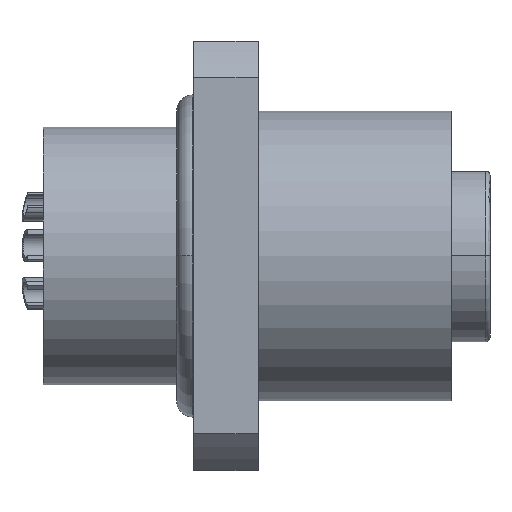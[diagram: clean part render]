
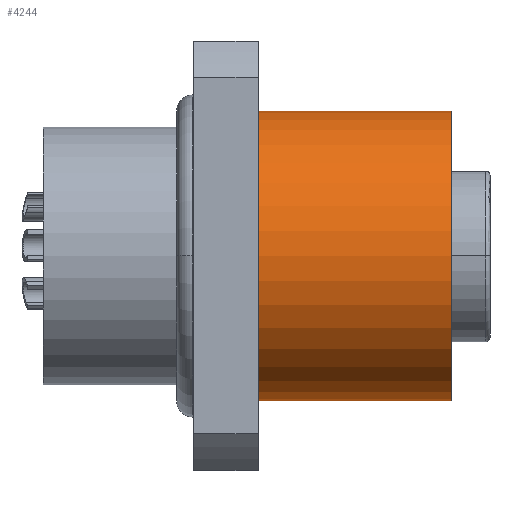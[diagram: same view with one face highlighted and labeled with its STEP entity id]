
A CAD part, top view. The second image highlights one B-rep face of the part: STEP entity #4244.
In plain terms, the highlighted cylindrical face has radius 6.75 mm (diameter 13.5 mm), a partial arc.
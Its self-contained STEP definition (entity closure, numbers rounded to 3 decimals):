
#309 = ORIENTED_EDGE ( 'NONE', *, *, #9086, .F. ) ;
#408 = DIRECTION ( 'NONE',  ( -1., 0., 0. ) ) ;
#471 = DIRECTION ( 'NONE',  ( -1., 0., 0. ) ) ;
#618 = EDGE_CURVE ( 'NONE', #1760, #5056, #903, .T. ) ;
#692 = EDGE_LOOP ( 'NONE', ( #2327, #5723, #9289, #309 ) ) ;
#903 = CIRCLE ( 'NONE', #1390, 6.75 ) ;
#1073 = CIRCLE ( 'NONE', #8185, 6.75 ) ;
#1136 = VERTEX_POINT ( 'NONE', #6449 ) ;
#1182 = CARTESIAN_POINT ( 'NONE',  ( 12., 0., 0. ) ) ;
#1390 = AXIS2_PLACEMENT_3D ( 'NONE', #1182, #408, #5174 ) ;
#1760 = VERTEX_POINT ( 'NONE', #8972 ) ;
#2052 = CARTESIAN_POINT ( 'NONE',  ( 3., 0., 0. ) ) ;
#2148 = DIRECTION ( 'NONE',  ( -1., 0., 0. ) ) ;
#2244 = VECTOR ( 'NONE', #471, 1000. ) ;
#2327 = ORIENTED_EDGE ( 'NONE', *, *, #618, .T. ) ;
#2454 = LINE ( 'NONE', #9520, #3528 ) ;
#2900 = LINE ( 'NONE', #4266, #2244 ) ;
#2923 = FACE_OUTER_BOUND ( 'NONE', #692, .T. ) ;
#3528 = VECTOR ( 'NONE', #6425, 1000. ) ;
#4244 = ADVANCED_FACE ( 'NONE', ( #2923 ), #9252, .T. ) ;
#4266 = CARTESIAN_POINT ( 'NONE',  ( -33.51, -6.75, 0. ) ) ;
#4323 = EDGE_CURVE ( 'NONE', #5056, #6039, #2454, .T. ) ;
#4774 = EDGE_CURVE ( 'NONE', #1136, #6039, #1073, .T. ) ;
#5056 = VERTEX_POINT ( 'NONE', #8856 ) ;
#5174 = DIRECTION ( 'NONE',  ( 0., -1., 0. ) ) ;
#5179 = AXIS2_PLACEMENT_3D ( 'NONE', #8526, #2148, #7720 ) ;
#5723 = ORIENTED_EDGE ( 'NONE', *, *, #4323, .T. ) ;
#6039 = VERTEX_POINT ( 'NONE', #6686 ) ;
#6425 = DIRECTION ( 'NONE',  ( -1., 0., 0. ) ) ;
#6449 = CARTESIAN_POINT ( 'NONE',  ( 3., -6.75, 0. ) ) ;
#6686 = CARTESIAN_POINT ( 'NONE',  ( 3., 6.75, 0. ) ) ;
#7720 = DIRECTION ( 'NONE',  ( 0., -1., 0. ) ) ;
#8185 = AXIS2_PLACEMENT_3D ( 'NONE', #2052, #9312, #8531 ) ;
#8526 = CARTESIAN_POINT ( 'NONE',  ( -33.51, 0., 0. ) ) ;
#8531 = DIRECTION ( 'NONE',  ( 0., -1., 0. ) ) ;
#8856 = CARTESIAN_POINT ( 'NONE',  ( 12., 6.75, 0. ) ) ;
#8972 = CARTESIAN_POINT ( 'NONE',  ( 12., -6.75, 0. ) ) ;
#9086 = EDGE_CURVE ( 'NONE', #1760, #1136, #2900, .T. ) ;
#9252 = CYLINDRICAL_SURFACE ( 'NONE', #5179, 6.75 ) ;
#9289 = ORIENTED_EDGE ( 'NONE', *, *, #4774, .F. ) ;
#9312 = DIRECTION ( 'NONE',  ( -1., 0., 0. ) ) ;
#9520 = CARTESIAN_POINT ( 'NONE',  ( -33.51, 6.75, 0. ) ) ;
